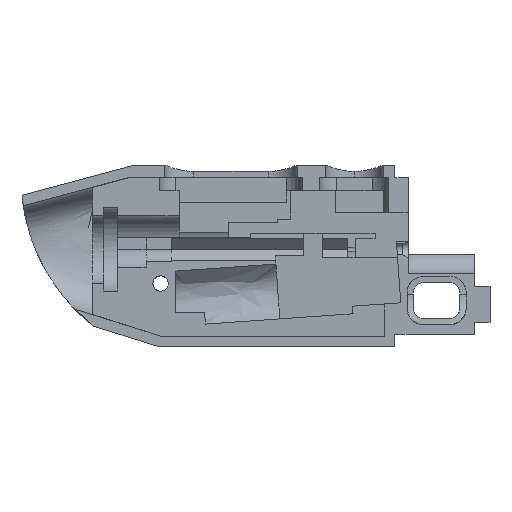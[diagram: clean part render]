
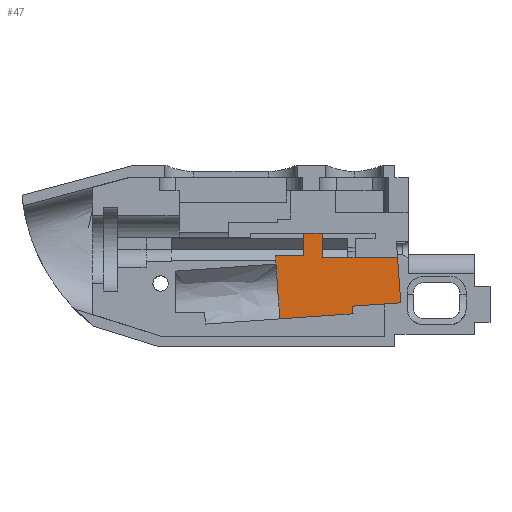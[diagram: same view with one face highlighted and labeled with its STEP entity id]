
A CAD part, front view. The second image highlights one B-rep face of the part: STEP entity #47.
In plain terms, the highlighted planar face has unit normal (0, -1, 0).
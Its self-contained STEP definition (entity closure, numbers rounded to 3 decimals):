
#47=ADVANCED_FACE('',(#228),#2868,.T.);
#228=FACE_OUTER_BOUND('',#409,.T.);
#409=EDGE_LOOP('',(#685,#686,#687,#688,#689,#690,#691,#692,#693,#694,#695,
#696));
#685=ORIENTED_EDGE('',*,*,#1734,.T.);
#686=ORIENTED_EDGE('',*,*,#1733,.T.);
#687=ORIENTED_EDGE('',*,*,#1595,.T.);
#688=ORIENTED_EDGE('',*,*,#1724,.F.);
#689=ORIENTED_EDGE('',*,*,#1602,.F.);
#690=ORIENTED_EDGE('',*,*,#1603,.T.);
#691=ORIENTED_EDGE('',*,*,#1599,.T.);
#692=ORIENTED_EDGE('',*,*,#1601,.T.);
#693=ORIENTED_EDGE('',*,*,#1598,.T.);
#694=ORIENTED_EDGE('',*,*,#1597,.T.);
#695=ORIENTED_EDGE('',*,*,#1600,.T.);
#696=ORIENTED_EDGE('',*,*,#1596,.T.);
#1595=EDGE_CURVE('',#2550,#2551,#2164,.T.);
#1596=EDGE_CURVE('',#2553,#2548,#2165,.T.);
#1597=EDGE_CURVE('',#2554,#2555,#2166,.T.);
#1598=EDGE_CURVE('',#2556,#2554,#2031,.T.);
#1599=EDGE_CURVE('',#2557,#2558,#2032,.T.);
#1600=EDGE_CURVE('',#2555,#2553,#2167,.T.);
#1601=EDGE_CURVE('',#2558,#2556,#2168,.T.);
#1602=EDGE_CURVE('',#2559,#2552,#2169,.T.);
#1603=EDGE_CURVE('',#2559,#2557,#2170,.T.);
#1724=EDGE_CURVE('',#2552,#2551,#2266,.T.);
#1733=EDGE_CURVE('',#2549,#2550,#2273,.T.);
#1734=EDGE_CURVE('',#2548,#2549,#2274,.T.);
#2031=(
BOUNDED_CURVE()
B_SPLINE_CURVE(3,(#6296,#6297,#6298,#6299,#6300,#6301,#6302,#6303,#6304,
#6305),.UNSPECIFIED.,.F.,.F.)
B_SPLINE_CURVE_WITH_KNOTS((4,3,3,4),(0.,1.,
3.1,4.285),.UNSPECIFIED.)
CURVE()
GEOMETRIC_REPRESENTATION_ITEM()
RATIONAL_B_SPLINE_CURVE((1.,1.,1.,1.,1.,1.,1.,1.,1.,1.))
REPRESENTATION_ITEM('')
);
#2032=(
BOUNDED_CURVE()
B_SPLINE_CURVE(3,(#6306,#6307,#6308,#6309,#6310,#6311,#6312,#6313,#6314,
#6315,#6316,#6317,#6318),.UNSPECIFIED.,.F.,.F.)
B_SPLINE_CURVE_WITH_KNOTS((4,3,3,3,4),(-70.372,-69.972,
-68.787,-66.687,-65.687),.UNSPECIFIED.)
CURVE()
GEOMETRIC_REPRESENTATION_ITEM()
RATIONAL_B_SPLINE_CURVE((1.,1.,1.,1.,
1.,1.,1.,1.,1.,
1.,1.,1.,1.))
REPRESENTATION_ITEM('')
);
#2164=B_SPLINE_CURVE_WITH_KNOTS('',1,(#6288,#6289,#6290),.UNSPECIFIED.,
 .F.,.F.,(2,1,2),(0.,6.924,7.4),.UNSPECIFIED.);
#2165=B_SPLINE_CURVE_WITH_KNOTS('',1,(#6291,#6292),.UNSPECIFIED.,.F.,.F.,
(2,2),(6.798,11.178),.UNSPECIFIED.);
#2166=B_SPLINE_CURVE_WITH_KNOTS('',1,(#6293,#6294,#6295),.UNSPECIFIED.,
 .F.,.F.,(2,1,2),(0.,5.269,5.339),
 .UNSPECIFIED.);
#2167=B_SPLINE_CURVE_WITH_KNOTS('',1,(#6319,#6320),.UNSPECIFIED.,.F.,.F.,
(2,2),(0.,6.798),.UNSPECIFIED.);
#2168=B_SPLINE_CURVE_WITH_KNOTS('',1,(#6321,#6322),.UNSPECIFIED.,.F.,.F.,
(2,2),(0.,3.54),.UNSPECIFIED.);
#2169=B_SPLINE_CURVE_WITH_KNOTS('',1,(#6323,#6324),.UNSPECIFIED.,.F.,.F.,
(2,2),(0.,8.009),.UNSPECIFIED.);
#2170=B_SPLINE_CURVE_WITH_KNOTS('',1,(#6325,#6326,#6327),.UNSPECIFIED.,
 .F.,.F.,(2,1,2),(0.,1.5,2.64),.UNSPECIFIED.);
#2266=B_SPLINE_CURVE_WITH_KNOTS('',1,(#6852,#6853),.UNSPECIFIED.,.F.,.F.,
(2,2),(3.127,10.34),.UNSPECIFIED.);
#2273=B_SPLINE_CURVE_WITH_KNOTS('',1,(#6883,#6884),.UNSPECIFIED.,.F.,.F.,
(2,2),(0.528,1.798),.UNSPECIFIED.);
#2274=B_SPLINE_CURVE_WITH_KNOTS('',1,(#6885,#6886),.UNSPECIFIED.,.F.,.F.,
(2,2),(-9.4,0.172),.UNSPECIFIED.);
#2548=VERTEX_POINT('',#5582);
#2549=VERTEX_POINT('',#5583);
#2550=VERTEX_POINT('',#5584);
#2551=VERTEX_POINT('',#5585);
#2552=VERTEX_POINT('',#5586);
#2553=VERTEX_POINT('',#5587);
#2554=VERTEX_POINT('',#5588);
#2555=VERTEX_POINT('',#5589);
#2556=VERTEX_POINT('',#5590);
#2557=VERTEX_POINT('',#5591);
#2558=VERTEX_POINT('',#5592);
#2559=VERTEX_POINT('',#5593);
#2868=PLANE('',#2984);
#2984=AXIS2_PLACEMENT_3D('',#3436,#3083,$);
#3083=DIRECTION('',(0.,-1.,0.));
#3436=CARTESIAN_POINT('',(-25.788,7.065,-18.217));
#5582=CARTESIAN_POINT('',(-24.788,7.065,-18.054));
#5583=CARTESIAN_POINT('',(-10.922,7.065,-17.085));
#5584=CARTESIAN_POINT('',(-11.022,7.065,-15.648));
#5585=CARTESIAN_POINT('',(-1.895,7.065,-15.01));
#5586=CARTESIAN_POINT('',(-2.491,7.065,-6.485));
#5587=CARTESIAN_POINT('',(-25.151,7.065,-12.867));
#5588=CARTESIAN_POINT('',(-20.284,7.065,-6.085));
#5589=CARTESIAN_POINT('',(-25.625,7.065,-6.085));
#5590=CARTESIAN_POINT('',(-20.284,7.065,-1.8));
#5591=CARTESIAN_POINT('',(-16.744,7.065,-6.485));
#5592=CARTESIAN_POINT('',(-16.744,7.065,-1.8));
#5593=CARTESIAN_POINT('',(-10.5,7.065,-6.485));
#6288=CARTESIAN_POINT('',(-11.022,7.065,-15.648));
#6289=CARTESIAN_POINT('',(-2.482,7.065,-15.051));
#6290=CARTESIAN_POINT('',(-1.895,7.065,-15.01));
#6291=CARTESIAN_POINT('',(-25.151,7.065,-12.867));
#6292=CARTESIAN_POINT('',(-24.788,7.065,-18.054));
#6293=CARTESIAN_POINT('',(-20.284,7.065,-6.085));
#6294=CARTESIAN_POINT('',(-25.553,7.065,-6.085));
#6295=CARTESIAN_POINT('',(-25.625,7.065,-6.085));
#6296=CARTESIAN_POINT('',(-20.284,7.065,-1.8));
#6297=CARTESIAN_POINT('',(-20.284,7.065,-2.133));
#6298=CARTESIAN_POINT('',(-20.284,7.065,-2.467));
#6299=CARTESIAN_POINT('',(-20.284,7.065,-2.8));
#6300=CARTESIAN_POINT('',(-20.284,7.065,-3.5));
#6301=CARTESIAN_POINT('',(-20.284,7.065,-4.2));
#6302=CARTESIAN_POINT('',(-20.284,7.065,-4.9));
#6303=CARTESIAN_POINT('',(-20.284,7.065,-5.295));
#6304=CARTESIAN_POINT('',(-20.284,7.065,-5.69));
#6305=CARTESIAN_POINT('',(-20.284,7.065,-6.085));
#6306=CARTESIAN_POINT('',(-16.744,7.065,-6.485));
#6307=CARTESIAN_POINT('',(-16.744,7.065,-6.352));
#6308=CARTESIAN_POINT('',(-16.744,7.065,-6.218));
#6309=CARTESIAN_POINT('',(-16.744,7.065,-6.085));
#6310=CARTESIAN_POINT('',(-16.744,7.065,-5.69));
#6311=CARTESIAN_POINT('',(-16.744,7.065,-5.295));
#6312=CARTESIAN_POINT('',(-16.744,7.065,-4.9));
#6313=CARTESIAN_POINT('',(-16.744,7.065,-4.2));
#6314=CARTESIAN_POINT('',(-16.744,7.065,-3.5));
#6315=CARTESIAN_POINT('',(-16.744,7.065,-2.8));
#6316=CARTESIAN_POINT('',(-16.744,7.065,-2.467));
#6317=CARTESIAN_POINT('',(-16.744,7.065,-2.133));
#6318=CARTESIAN_POINT('',(-16.744,7.065,-1.8));
#6319=CARTESIAN_POINT('',(-25.625,7.065,-6.085));
#6320=CARTESIAN_POINT('',(-25.151,7.065,-12.867));
#6321=CARTESIAN_POINT('',(-16.744,7.065,-1.8));
#6322=CARTESIAN_POINT('',(-20.284,7.065,-1.8));
#6323=CARTESIAN_POINT('',(-10.5,7.065,-6.485));
#6324=CARTESIAN_POINT('',(-2.491,7.065,-6.485));
#6325=CARTESIAN_POINT('',(-10.5,7.065,-6.485));
#6326=CARTESIAN_POINT('',(-12.,7.065,-6.485));
#6327=CARTESIAN_POINT('',(-16.744,7.065,-6.485));
#6852=CARTESIAN_POINT('',(-2.491,7.065,-6.485));
#6853=CARTESIAN_POINT('',(-1.895,7.065,-15.01));
#6883=CARTESIAN_POINT('',(-10.922,7.065,-17.085));
#6884=CARTESIAN_POINT('',(-11.022,7.065,-15.648));
#6885=CARTESIAN_POINT('',(-24.788,7.065,-18.054));
#6886=CARTESIAN_POINT('',(-10.922,7.065,-17.085));
